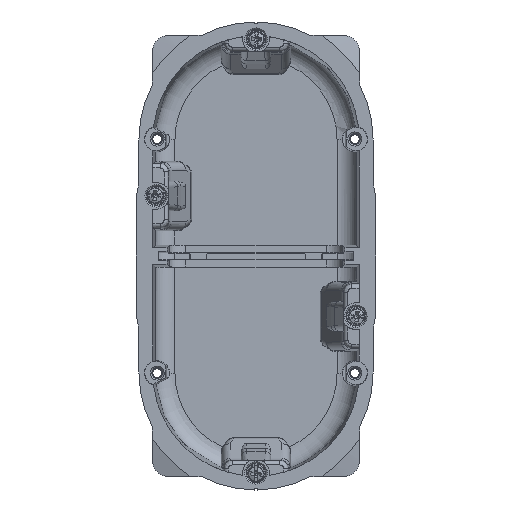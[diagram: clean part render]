
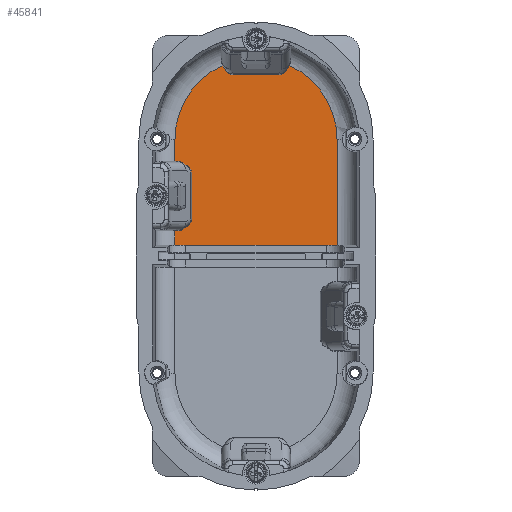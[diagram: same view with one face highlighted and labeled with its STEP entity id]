
A CAD part, top view. The second image highlights one B-rep face of the part: STEP entity #45841.
In plain terms, the highlighted planar face has unit normal (0, 0, 1).
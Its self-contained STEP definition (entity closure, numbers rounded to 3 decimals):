
#45066=AXIS2_PLACEMENT_3D('Circle Axis2P3D',#45064,#45065,$) ;
#45111=AXIS2_PLACEMENT_3D('Circle Axis2P3D',#45109,#45110,$) ;
#45815=AXIS2_PLACEMENT_3D('Plane Axis2P3D',#45812,#45813,#45814) ;
#18240=CARTESIAN_POINT('Vertex',(8.002,30.402,-47.2)) ;
#18243=CARTESIAN_POINT('Line Origine',(-0.078,30.402,-47.2)) ;
#18247=CARTESIAN_POINT('Vertex',(-41.158,30.402,-47.2)) ;
#20630=CARTESIAN_POINT('Vertex',(8.002,62.567,-47.2)) ;
#20633=CARTESIAN_POINT('Line Origine',(8.002,27.067,-47.2)) ;
#45054=CARTESIAN_POINT('Vertex',(-26.748,84.945,-47.2)) ;
#45061=CARTESIAN_POINT('Vertex',(-41.158,62.567,-47.2)) ;
#45064=CARTESIAN_POINT('Axis2P3D Location',(-16.578,62.567,-47.2)) ;
#45106=CARTESIAN_POINT('Vertex',(-6.409,84.945,-47.2)) ;
#45109=CARTESIAN_POINT('Axis2P3D Location',(-16.578,62.567,-47.2)) ;
#45177=CARTESIAN_POINT('Control Point',(-26.748,84.945,-47.2)) ;
#45178=CARTESIAN_POINT('Control Point',(-26.719,84.897,-47.2)) ;
#45179=CARTESIAN_POINT('Control Point',(-26.688,84.851,-47.2)) ;
#45180=CARTESIAN_POINT('Control Point',(-26.657,84.805,-47.2)) ;
#45181=CARTESIAN_POINT('Vertex',(-26.657,84.805,-47.2)) ;
#45207=CARTESIAN_POINT('Vertex',(-6.5,84.805,-47.2)) ;
#45211=CARTESIAN_POINT('Control Point',(-6.409,84.945,-47.2)) ;
#45212=CARTESIAN_POINT('Control Point',(-6.438,84.897,-47.2)) ;
#45213=CARTESIAN_POINT('Control Point',(-6.468,84.851,-47.2)) ;
#45214=CARTESIAN_POINT('Control Point',(-6.5,84.805,-47.2)) ;
#45233=CARTESIAN_POINT('Vertex',(-7.649,83.164,-47.2)) ;
#45236=CARTESIAN_POINT('Line Origine',(-7.076,83.983,-47.2)) ;
#45254=CARTESIAN_POINT('Line Origine',(-26.081,83.983,-47.2)) ;
#45258=CARTESIAN_POINT('Vertex',(-25.507,83.164,-47.2)) ;
#45282=CARTESIAN_POINT('Vertex',(-9.697,82.098,-47.2)) ;
#45286=CARTESIAN_POINT('Control Point',(-7.649,83.164,-47.2)) ;
#45287=CARTESIAN_POINT('Control Point',(-7.993,82.673,-47.2)) ;
#45288=CARTESIAN_POINT('Control Point',(-8.496,82.29,-47.2)) ;
#45289=CARTESIAN_POINT('Control Point',(-9.097,82.098,-47.2)) ;
#45290=CARTESIAN_POINT('Control Point',(-9.697,82.098,-47.2)) ;
#45306=CARTESIAN_POINT('Control Point',(-23.46,82.098,-47.2)) ;
#45307=CARTESIAN_POINT('Control Point',(-24.06,82.098,-47.2)) ;
#45308=CARTESIAN_POINT('Control Point',(-24.661,82.29,-47.2)) ;
#45309=CARTESIAN_POINT('Control Point',(-25.163,82.673,-47.2)) ;
#45310=CARTESIAN_POINT('Control Point',(-25.507,83.164,-47.2)) ;
#45311=CARTESIAN_POINT('Vertex',(-23.46,82.098,-47.2)) ;
#45332=CARTESIAN_POINT('Line Origine',(-16.578,82.098,-47.2)) ;
#45478=CARTESIAN_POINT('Vertex',(-41.158,34.787,-47.2)) ;
#45481=CARTESIAN_POINT('Line Origine',(-41.158,27.067,-47.2)) ;
#45504=CARTESIAN_POINT('Line Origine',(-44.135,34.787,-47.2)) ;
#45508=CARTESIAN_POINT('Vertex',(-40.25,34.787,-47.2)) ;
#45596=CARTESIAN_POINT('Vertex',(-40.25,55.848,-47.2)) ;
#45599=CARTESIAN_POINT('Line Origine',(-44.135,55.848,-47.2)) ;
#45603=CARTESIAN_POINT('Vertex',(-41.158,55.848,-47.2)) ;
#45626=CARTESIAN_POINT('Line Origine',(-41.158,27.067,-47.2)) ;
#45650=CARTESIAN_POINT('Vertex',(-38.816,55.396,-47.2)) ;
#45654=CARTESIAN_POINT('Control Point',(-40.25,55.848,-47.2)) ;
#45655=CARTESIAN_POINT('Control Point',(-39.741,55.848,-47.2)) ;
#45656=CARTESIAN_POINT('Control Point',(-39.233,55.688,-47.2)) ;
#45657=CARTESIAN_POINT('Control Point',(-38.816,55.396,-47.2)) ;
#45675=CARTESIAN_POINT('Vertex',(-37.175,54.247,-47.2)) ;
#45678=CARTESIAN_POINT('Line Origine',(-37.993,54.82,-47.2)) ;
#45699=CARTESIAN_POINT('Vertex',(-38.816,35.239,-47.2)) ;
#45702=CARTESIAN_POINT('Line Origine',(-37.993,35.815,-47.2)) ;
#45706=CARTESIAN_POINT('Vertex',(-37.175,36.388,-47.2)) ;
#45727=CARTESIAN_POINT('Control Point',(-38.816,35.239,-47.2)) ;
#45728=CARTESIAN_POINT('Control Point',(-39.233,34.947,-47.2)) ;
#45729=CARTESIAN_POINT('Control Point',(-39.741,34.787,-47.2)) ;
#45730=CARTESIAN_POINT('Control Point',(-40.25,34.787,-47.2)) ;
#45749=CARTESIAN_POINT('Vertex',(-36.109,52.199,-47.2)) ;
#45753=CARTESIAN_POINT('Control Point',(-37.175,54.247,-47.2)) ;
#45754=CARTESIAN_POINT('Control Point',(-36.683,53.902,-47.2)) ;
#45755=CARTESIAN_POINT('Control Point',(-36.301,53.4,-47.2)) ;
#45756=CARTESIAN_POINT('Control Point',(-36.109,52.799,-47.2)) ;
#45757=CARTESIAN_POINT('Control Point',(-36.109,52.199,-47.2)) ;
#45773=CARTESIAN_POINT('Control Point',(-36.109,38.436,-47.2)) ;
#45774=CARTESIAN_POINT('Control Point',(-36.109,37.836,-47.2)) ;
#45775=CARTESIAN_POINT('Control Point',(-36.301,37.235,-47.2)) ;
#45776=CARTESIAN_POINT('Control Point',(-36.683,36.732,-47.2)) ;
#45777=CARTESIAN_POINT('Control Point',(-37.175,36.388,-47.2)) ;
#45778=CARTESIAN_POINT('Vertex',(-36.109,38.436,-47.2)) ;
#45799=CARTESIAN_POINT('Line Origine',(-36.109,45.317,-47.2)) ;
#45812=CARTESIAN_POINT('Axis2P3D Location',(-16.578,-8.433,-47.2)) ;
#18244=DIRECTION('Vector Direction',(-1.,0.,0.)) ;
#20634=DIRECTION('Vector Direction',(0.,-1.,0.)) ;
#45065=DIRECTION('Axis2P3D Direction',(-0.,0.,1.)) ;
#45110=DIRECTION('Axis2P3D Direction',(-0.,0.,1.)) ;
#45237=DIRECTION('Vector Direction',(0.574,0.819,0.)) ;
#45255=DIRECTION('Vector Direction',(-0.574,0.819,0.)) ;
#45333=DIRECTION('Vector Direction',(-1.,0.,0.)) ;
#45482=DIRECTION('Vector Direction',(0.,-1.,0.)) ;
#45505=DIRECTION('Vector Direction',(-1.,0.,0.)) ;
#45600=DIRECTION('Vector Direction',(-1.,0.,0.)) ;
#45627=DIRECTION('Vector Direction',(0.,-1.,0.)) ;
#45679=DIRECTION('Vector Direction',(-0.819,0.574,0.)) ;
#45703=DIRECTION('Vector Direction',(-0.819,-0.574,0.)) ;
#45800=DIRECTION('Vector Direction',(0.,1.,0.)) ;
#45813=DIRECTION('Axis2P3D Direction',(0.,0.,1.)) ;
#45814=DIRECTION('Axis2P3D XDirection',(1.,0.,0.)) ;
#18245=VECTOR('Line Direction',#18244,1.) ;
#20635=VECTOR('Line Direction',#20634,1.) ;
#45238=VECTOR('Line Direction',#45237,1.) ;
#45256=VECTOR('Line Direction',#45255,1.) ;
#45334=VECTOR('Line Direction',#45333,1.) ;
#45483=VECTOR('Line Direction',#45482,1.) ;
#45506=VECTOR('Line Direction',#45505,1.) ;
#45601=VECTOR('Line Direction',#45600,1.) ;
#45628=VECTOR('Line Direction',#45627,1.) ;
#45680=VECTOR('Line Direction',#45679,1.) ;
#45704=VECTOR('Line Direction',#45703,1.) ;
#45801=VECTOR('Line Direction',#45800,1.) ;
#45818=ORIENTED_EDGE('',*,*,#20637,.F.) ;
#45819=ORIENTED_EDGE('',*,*,#45113,.T.) ;
#45820=ORIENTED_EDGE('',*,*,#45215,.T.) ;
#45821=ORIENTED_EDGE('',*,*,#45240,.F.) ;
#45822=ORIENTED_EDGE('',*,*,#45291,.T.) ;
#45823=ORIENTED_EDGE('',*,*,#45336,.T.) ;
#45824=ORIENTED_EDGE('',*,*,#45313,.T.) ;
#45825=ORIENTED_EDGE('',*,*,#45260,.T.) ;
#45826=ORIENTED_EDGE('',*,*,#45183,.F.) ;
#45827=ORIENTED_EDGE('',*,*,#45068,.T.) ;
#45828=ORIENTED_EDGE('',*,*,#45630,.T.) ;
#45829=ORIENTED_EDGE('',*,*,#45605,.F.) ;
#45830=ORIENTED_EDGE('',*,*,#45658,.T.) ;
#45831=ORIENTED_EDGE('',*,*,#45682,.F.) ;
#45832=ORIENTED_EDGE('',*,*,#45758,.T.) ;
#45833=ORIENTED_EDGE('',*,*,#45803,.F.) ;
#45834=ORIENTED_EDGE('',*,*,#45780,.T.) ;
#45835=ORIENTED_EDGE('',*,*,#45708,.T.) ;
#45836=ORIENTED_EDGE('',*,*,#45731,.T.) ;
#45837=ORIENTED_EDGE('',*,*,#45510,.T.) ;
#45838=ORIENTED_EDGE('',*,*,#45485,.T.) ;
#45839=ORIENTED_EDGE('',*,*,#18249,.T.) ;
#45841=ADVANCED_FACE('Corps principal',(#45840),#45816,.T.) ;
#45176=B_SPLINE_CURVE_WITH_KNOTS('',3,(#45177,#45178,#45179,#45180),.UNSPECIFIED.,.F.,.U.,(4,4),(0.,0.214),.UNSPECIFIED.) ;
#45210=B_SPLINE_CURVE_WITH_KNOTS('',3,(#45211,#45212,#45213,#45214),.UNSPECIFIED.,.F.,.U.,(4,4),(0.,0.214),.UNSPECIFIED.) ;
#45285=B_SPLINE_CURVE_WITH_KNOTS('',4,(#45286,#45287,#45288,#45289,#45290),.UNSPECIFIED.,.F.,.U.,(5,5),(0.,3.073),.UNSPECIFIED.) ;
#45305=B_SPLINE_CURVE_WITH_KNOTS('',4,(#45306,#45307,#45308,#45309,#45310),.UNSPECIFIED.,.F.,.U.,(5,5),(0.,3.073),.UNSPECIFIED.) ;
#45653=B_SPLINE_CURVE_WITH_KNOTS('',3,(#45654,#45655,#45656,#45657),.UNSPECIFIED.,.F.,.U.,(4,4),(0.,1.955),.UNSPECIFIED.) ;
#45726=B_SPLINE_CURVE_WITH_KNOTS('',3,(#45727,#45728,#45729,#45730),.UNSPECIFIED.,.F.,.U.,(4,4),(0.,1.955),.UNSPECIFIED.) ;
#45752=B_SPLINE_CURVE_WITH_KNOTS('',4,(#45753,#45754,#45755,#45756,#45757),.UNSPECIFIED.,.F.,.U.,(5,5),(0.,3.073),.UNSPECIFIED.) ;
#45772=B_SPLINE_CURVE_WITH_KNOTS('',4,(#45773,#45774,#45775,#45776,#45777),.UNSPECIFIED.,.F.,.U.,(5,5),(0.,3.073),.UNSPECIFIED.) ;
#45067=CIRCLE('generated circle',#45066,24.58) ;
#45112=CIRCLE('generated circle',#45111,24.58) ;
#18249=EDGE_CURVE('',#18248,#18241,#18246,.F.) ;
#20637=EDGE_CURVE('',#20631,#18241,#20636,.T.) ;
#45068=EDGE_CURVE('',#45055,#45062,#45067,.T.) ;
#45113=EDGE_CURVE('',#20631,#45107,#45112,.T.) ;
#45183=EDGE_CURVE('',#45055,#45182,#45176,.T.) ;
#45215=EDGE_CURVE('',#45107,#45208,#45210,.T.) ;
#45240=EDGE_CURVE('',#45234,#45208,#45239,.T.) ;
#45260=EDGE_CURVE('',#45259,#45182,#45257,.T.) ;
#45291=EDGE_CURVE('',#45234,#45283,#45285,.T.) ;
#45313=EDGE_CURVE('',#45312,#45259,#45305,.T.) ;
#45336=EDGE_CURVE('',#45283,#45312,#45335,.T.) ;
#45485=EDGE_CURVE('',#45479,#18248,#45484,.T.) ;
#45510=EDGE_CURVE('',#45509,#45479,#45507,.T.) ;
#45605=EDGE_CURVE('',#45597,#45604,#45602,.T.) ;
#45630=EDGE_CURVE('',#45062,#45604,#45629,.T.) ;
#45658=EDGE_CURVE('',#45597,#45651,#45653,.T.) ;
#45682=EDGE_CURVE('',#45676,#45651,#45681,.T.) ;
#45708=EDGE_CURVE('',#45707,#45700,#45705,.T.) ;
#45731=EDGE_CURVE('',#45700,#45509,#45726,.T.) ;
#45758=EDGE_CURVE('',#45676,#45750,#45752,.T.) ;
#45780=EDGE_CURVE('',#45779,#45707,#45772,.T.) ;
#45803=EDGE_CURVE('',#45779,#45750,#45802,.T.) ;
#45817=EDGE_LOOP('',(#45818,#45819,#45820,#45821,#45822,#45823,#45824,#45825,#45826,#45827,#45828,#45829,#45830,#45831,#45832,#45833,#45834,#45835,#45836,#45837,#45838,#45839)) ;
#45840=FACE_OUTER_BOUND('',#45817,.T.) ;
#18246=LINE('Line',#18243,#18245) ;
#20636=LINE('Line',#20633,#20635) ;
#45239=LINE('Line',#45236,#45238) ;
#45257=LINE('Line',#45254,#45256) ;
#45335=LINE('Line',#45332,#45334) ;
#45484=LINE('Line',#45481,#45483) ;
#45507=LINE('Line',#45504,#45506) ;
#45602=LINE('Line',#45599,#45601) ;
#45629=LINE('Line',#45626,#45628) ;
#45681=LINE('Line',#45678,#45680) ;
#45705=LINE('Line',#45702,#45704) ;
#45802=LINE('Line',#45799,#45801) ;
#45816=PLANE('',#45815) ;
#18241=VERTEX_POINT('',#18240) ;
#18248=VERTEX_POINT('',#18247) ;
#20631=VERTEX_POINT('',#20630) ;
#45055=VERTEX_POINT('',#45054) ;
#45062=VERTEX_POINT('',#45061) ;
#45107=VERTEX_POINT('',#45106) ;
#45182=VERTEX_POINT('',#45181) ;
#45208=VERTEX_POINT('',#45207) ;
#45234=VERTEX_POINT('',#45233) ;
#45259=VERTEX_POINT('',#45258) ;
#45283=VERTEX_POINT('',#45282) ;
#45312=VERTEX_POINT('',#45311) ;
#45479=VERTEX_POINT('',#45478) ;
#45509=VERTEX_POINT('',#45508) ;
#45597=VERTEX_POINT('',#45596) ;
#45604=VERTEX_POINT('',#45603) ;
#45651=VERTEX_POINT('',#45650) ;
#45676=VERTEX_POINT('',#45675) ;
#45700=VERTEX_POINT('',#45699) ;
#45707=VERTEX_POINT('',#45706) ;
#45750=VERTEX_POINT('',#45749) ;
#45779=VERTEX_POINT('',#45778) ;
